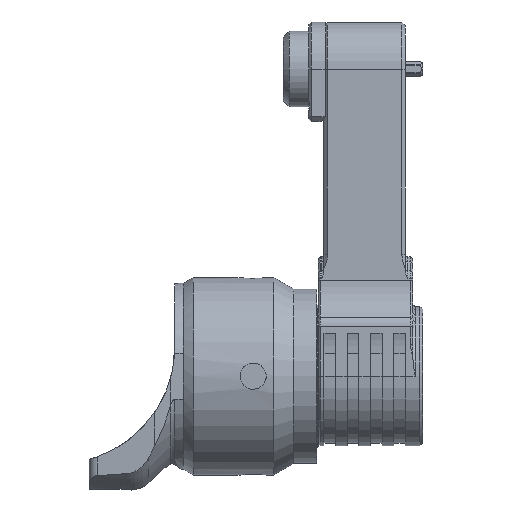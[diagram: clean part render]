
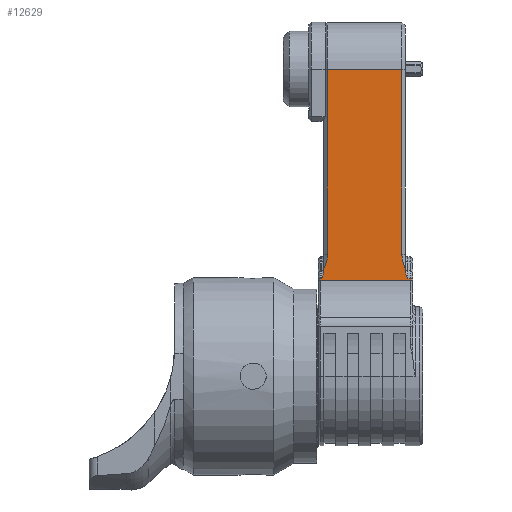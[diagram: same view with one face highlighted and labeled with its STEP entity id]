
A CAD part, left-side view. The second image highlights one B-rep face of the part: STEP entity #12629.
In plain terms, the highlighted planar face has unit normal (-1, 0, 0).
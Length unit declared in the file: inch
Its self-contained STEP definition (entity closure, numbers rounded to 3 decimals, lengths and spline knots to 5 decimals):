
#886=DIRECTION('',(0.,0.,1.));
#887=VECTOR('',#886,0.01492);
#888=CARTESIAN_POINT('',(-0.3189,-0.27559,
-1.36936));
#889=LINE('',#888,#887);
#1243=DIRECTION('',(0.,-1.,0.));
#1244=VECTOR('',#1243,0.61024);
#1245=CARTESIAN_POINT('',(-0.3189,0.29921,
-1.43228));
#1246=LINE('',#1245,#1244);
#1261=DIRECTION('',(0.,0.,-1.));
#1262=VECTOR('',#1261,1.25201);
#1263=CARTESIAN_POINT('',(-0.3189,-0.25197,
-0.00315));
#1264=LINE('',#1263,#1262);
#1265=CARTESIAN_POINT('',(-0.3189,-0.27559,
-1.35445));
#1266=CARTESIAN_POINT('',(-0.3189,-0.27435,
-1.35168));
#1267=CARTESIAN_POINT('',(-0.3189,-0.27188,
-1.34603));
#1268=CARTESIAN_POINT('',(-0.3189,-0.26824,
-1.33698));
#1269=CARTESIAN_POINT('',(-0.3189,-0.26491,
-1.32786));
#1270=CARTESIAN_POINT('',(-0.3189,-0.26202,
-1.31902));
#1271=CARTESIAN_POINT('',(-0.3189,-0.25964,
-1.31082));
#1272=CARTESIAN_POINT('',(-0.3189,-0.25766,
-1.30301));
#1273=CARTESIAN_POINT('',(-0.3189,-0.25599,
-1.29538));
#1274=CARTESIAN_POINT('',(-0.3189,-0.25459,
-1.28769));
#1275=CARTESIAN_POINT('',(-0.3189,-0.25343,
-1.27967));
#1276=CARTESIAN_POINT('',(-0.3189,-0.25259,
-1.27147));
#1277=CARTESIAN_POINT('',(-0.3189,-0.25208,
-1.26322));
#1278=CARTESIAN_POINT('',(-0.3189,-0.25197,
-1.25783));
#1279=CARTESIAN_POINT('',(-0.3189,-0.25197,
-1.25516));
#1281=DIRECTION('',(0.,1.,0.));
#1282=VECTOR('',#1281,0.01969);
#1283=CARTESIAN_POINT('',(-0.3189,-0.31102,
-1.42159));
#1284=LINE('',#1283,#1282);
#1285=DIRECTION('',(0.,0.,1.));
#1286=VECTOR('',#1285,0.01069);
#1287=CARTESIAN_POINT('',(-0.3189,-0.31102,
-1.43228));
#1288=LINE('',#1287,#1286);
#1289=DIRECTION('',(0.,0.,1.));
#1290=VECTOR('',#1289,0.01069);
#1291=CARTESIAN_POINT('',(-0.3189,0.29921,
-1.43228));
#1292=LINE('',#1291,#1290);
#1293=DIRECTION('',(0.,1.,0.));
#1294=VECTOR('',#1293,0.00787);
#1295=CARTESIAN_POINT('',(-0.3189,0.29134,
-1.42159));
#1296=LINE('',#1295,#1294);
#1297=CARTESIAN_POINT('',(-0.3189,0.25197,
-1.25516));
#1298=CARTESIAN_POINT('',(-0.3189,0.25197,
-1.25785));
#1299=CARTESIAN_POINT('',(-0.3189,0.25208,
-1.26328));
#1300=CARTESIAN_POINT('',(-0.3189,0.2526,
-1.27169));
#1301=CARTESIAN_POINT('',(-0.3189,0.25348,
-1.28005));
#1302=CARTESIAN_POINT('',(-0.3189,0.25466,
-1.28813));
#1303=CARTESIAN_POINT('',(-0.3189,0.25607,
-1.29575));
#1304=CARTESIAN_POINT('',(-0.3189,0.25771,
-1.30325));
#1305=CARTESIAN_POINT('',(-0.3189,0.25967,
-1.31091));
#1306=CARTESIAN_POINT('',(-0.3189,0.26201,
-1.31899));
#1307=CARTESIAN_POINT('',(-0.3189,0.26489,
-1.3278));
#1308=CARTESIAN_POINT('',(-0.3189,0.26823,
-1.33695));
#1309=CARTESIAN_POINT('',(-0.3189,0.27189,
-1.34604));
#1310=CARTESIAN_POINT('',(-0.3189,0.27435,
-1.35169));
#1311=CARTESIAN_POINT('',(-0.3189,0.27559,
-1.35445));
#1313=DIRECTION('',(0.,0.,-1.));
#1314=VECTOR('',#1313,1.25201);
#1315=CARTESIAN_POINT('',(-0.3189,0.25197,
-0.00315));
#1316=LINE('',#1315,#1314);
#1322=DIRECTION('',(0.,1.,0.));
#1323=VECTOR('',#1322,0.50394);
#1324=CARTESIAN_POINT('',(-0.3189,-0.25197,
-0.00315));
#1325=LINE('',#1324,#1323);
#1504=DIRECTION('',(0.,0.,-1.));
#1505=VECTOR('',#1504,0.01492);
#1506=CARTESIAN_POINT('',(-0.3189,0.27559,
-1.35445));
#1507=LINE('',#1506,#1505);
#2727=CARTESIAN_POINT('',(-0.3189,0.27559,
-1.36936));
#2728=CARTESIAN_POINT('',(-0.3189,0.27559,
-1.37074));
#2729=CARTESIAN_POINT('',(-0.3189,0.2757,
-1.37369));
#2730=CARTESIAN_POINT('',(-0.3189,0.27627,
-1.37865));
#2731=CARTESIAN_POINT('',(-0.3189,0.27732,
-1.38418));
#2732=CARTESIAN_POINT('',(-0.3189,0.27892,
-1.39033));
#2733=CARTESIAN_POINT('',(-0.3189,0.28112,
-1.39713));
#2734=CARTESIAN_POINT('',(-0.3189,0.28394,
-1.40459));
#2735=CARTESIAN_POINT('',(-0.3189,0.28737,
-1.41271));
#2736=CARTESIAN_POINT('',(-0.3189,0.28998,
-1.41855));
#2737=CARTESIAN_POINT('',(-0.3189,0.29134,
-1.42159));
#5073=CARTESIAN_POINT('',(-0.3189,-0.29134,
-1.42159));
#5074=CARTESIAN_POINT('',(-0.3189,-0.28997,
-1.41852));
#5075=CARTESIAN_POINT('',(-0.3189,-0.28734,
-1.41264));
#5076=CARTESIAN_POINT('',(-0.3189,-0.2839,
-1.40447));
#5077=CARTESIAN_POINT('',(-0.3189,-0.28106,
-1.39698));
#5078=CARTESIAN_POINT('',(-0.3189,-0.27888,
-1.39019));
#5079=CARTESIAN_POINT('',(-0.3189,-0.2773,
-1.38406));
#5080=CARTESIAN_POINT('',(-0.3189,-0.27626,
-1.37855));
#5081=CARTESIAN_POINT('',(-0.3189,-0.2757,
-1.37364));
#5082=CARTESIAN_POINT('',(-0.3189,-0.27559,
-1.37073));
#5083=CARTESIAN_POINT('',(-0.3189,-0.27559,
-1.36936));
#9642=CARTESIAN_POINT('',(-0.3189,0.29134,
-1.42159));
#9644=VERTEX_POINT('',#9642);
#9646=CARTESIAN_POINT('',(-0.3189,0.27559,
-1.36936));
#9648=VERTEX_POINT('',#9646);
#9715=CARTESIAN_POINT('',(-0.3189,0.29921,
-1.43228));
#9716=VERTEX_POINT('',#9715);
#9719=CARTESIAN_POINT('',(-0.3189,0.29921,
-1.42159));
#9720=VERTEX_POINT('',#9719);
#9769=CARTESIAN_POINT('',(-0.3189,0.25197,
-0.00315));
#9770=CARTESIAN_POINT('',(-0.3189,0.25197,
-1.25516));
#9771=VERTEX_POINT('',#9769);
#9772=VERTEX_POINT('',#9770);
#9773=VERTEX_POINT('',#1311);
#9848=CARTESIAN_POINT('',(-0.3189,-0.27559,
-1.36936));
#9849=VERTEX_POINT('',#9848);
#9850=CARTESIAN_POINT('',(-0.3189,-0.29134,
-1.42159));
#9851=VERTEX_POINT('',#9850);
#9892=CARTESIAN_POINT('',(-0.3189,-0.31102,
-1.43228));
#9893=CARTESIAN_POINT('',(-0.3189,-0.31102,
-1.42159));
#9894=VERTEX_POINT('',#9892);
#9895=VERTEX_POINT('',#9893);
#9926=VERTEX_POINT('',#1265);
#9927=VERTEX_POINT('',#1279);
#9930=CARTESIAN_POINT('',(-0.3189,-0.25197,
-0.00315));
#9931=VERTEX_POINT('',#9930);
#12596=CARTESIAN_POINT('',(-0.3189,0.,-0.00315));
#12597=DIRECTION('',(-1.,0.,0.));
#12598=DIRECTION('',(0.,0.,-1.));
#12599=AXIS2_PLACEMENT_3D('',#12596,#12597,#12598);
#12600=PLANE('',#12599);
#12602=ORIENTED_EDGE('',*,*,#12601,.F.);
#12604=ORIENTED_EDGE('',*,*,#12603,.T.);
#12606=ORIENTED_EDGE('',*,*,#12605,.F.);
#12607=ORIENTED_EDGE('',*,*,#12333,.F.);
#12609=ORIENTED_EDGE('',*,*,#12608,.F.);
#12611=ORIENTED_EDGE('',*,*,#12610,.F.);
#12613=ORIENTED_EDGE('',*,*,#12612,.F.);
#12614=ORIENTED_EDGE('',*,*,#12586,.F.);
#12616=ORIENTED_EDGE('',*,*,#12615,.T.);
#12618=ORIENTED_EDGE('',*,*,#12617,.F.);
#12620=ORIENTED_EDGE('',*,*,#12619,.F.);
#12622=ORIENTED_EDGE('',*,*,#12621,.F.);
#12624=ORIENTED_EDGE('',*,*,#12623,.F.);
#12626=ORIENTED_EDGE('',*,*,#12625,.F.);
#12627=EDGE_LOOP('',(#12602,#12604,#12606,#12607,#12609,#12611,#12613,#12614,
#12616,#12618,#12620,#12622,#12624,#12626));
#12628=FACE_OUTER_BOUND('',#12627,.F.);
#12629=ADVANCED_FACE('',(#12628),#12600,.T.);
#1280=B_SPLINE_CURVE_WITH_KNOTS('',3,(#1265,#1266,#1267,#1268,#1269,#1270,#1271,
#1272,#1273,#1274,#1275,#1276,#1277,#1278,#1279),.UNSPECIFIED.,.F.,.F.,(4,1,1,1,
1,1,1,1,1,1,1,1,4),(0.,0.08333,0.16667,0.25,
0.33333,0.41667,0.5,0.58333,0.66667,
0.75,0.83333,0.91667,1.),.UNSPECIFIED.);
#1312=B_SPLINE_CURVE_WITH_KNOTS('',3,(#1297,#1298,#1299,#1300,#1301,#1302,#1303,
#1304,#1305,#1306,#1307,#1308,#1309,#1310,#1311),.UNSPECIFIED.,.F.,.F.,(4,1,1,1,
1,1,1,1,1,1,1,1,4),(0.,0.08333,0.16667,0.25,
0.33333,0.41667,0.5,0.58333,0.66667,
0.75,0.83333,0.91667,1.),.UNSPECIFIED.);
#2738=B_SPLINE_CURVE_WITH_KNOTS('',3,(#2727,#2728,#2729,#2730,#2731,#2732,#2733,
#2734,#2735,#2736,#2737),.UNSPECIFIED.,.F.,.F.,(4,1,1,1,1,1,1,1,4),(0.,
0.125,0.25,0.375,0.5,0.625,0.75,0.875,1.),.UNSPECIFIED.);
#5084=B_SPLINE_CURVE_WITH_KNOTS('',3,(#5073,#5074,#5075,#5076,#5077,#5078,#5079,
#5080,#5081,#5082,#5083),.UNSPECIFIED.,.F.,.F.,(4,1,1,1,1,1,1,1,4),(0.,
0.125,0.25,0.375,0.5,0.625,0.75,0.875,1.),.UNSPECIFIED.);
#12333=EDGE_CURVE('',#9849,#9926,#889,.T.);
#12586=EDGE_CURVE('',#9716,#9894,#1246,.T.);
#12601=EDGE_CURVE('',#9931,#9771,#1325,.T.);
#12603=EDGE_CURVE('',#9931,#9927,#1264,.T.);
#12605=EDGE_CURVE('',#9926,#9927,#1280,.T.);
#12608=EDGE_CURVE('',#9851,#9849,#5084,.T.);
#12610=EDGE_CURVE('',#9895,#9851,#1284,.T.);
#12612=EDGE_CURVE('',#9894,#9895,#1288,.T.);
#12615=EDGE_CURVE('',#9716,#9720,#1292,.T.);
#12617=EDGE_CURVE('',#9644,#9720,#1296,.T.);
#12619=EDGE_CURVE('',#9648,#9644,#2738,.T.);
#12621=EDGE_CURVE('',#9773,#9648,#1507,.T.);
#12623=EDGE_CURVE('',#9772,#9773,#1312,.T.);
#12625=EDGE_CURVE('',#9771,#9772,#1316,.T.);
